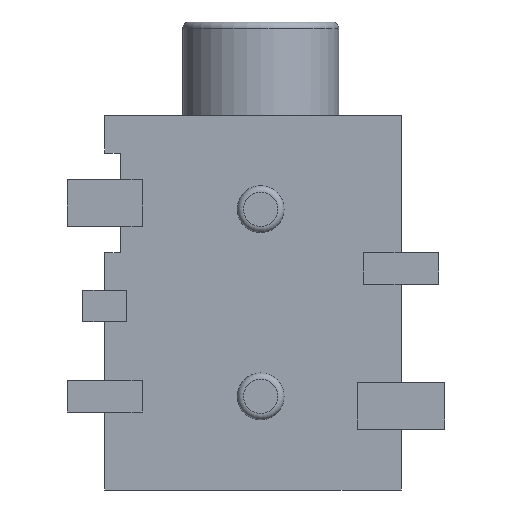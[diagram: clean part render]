
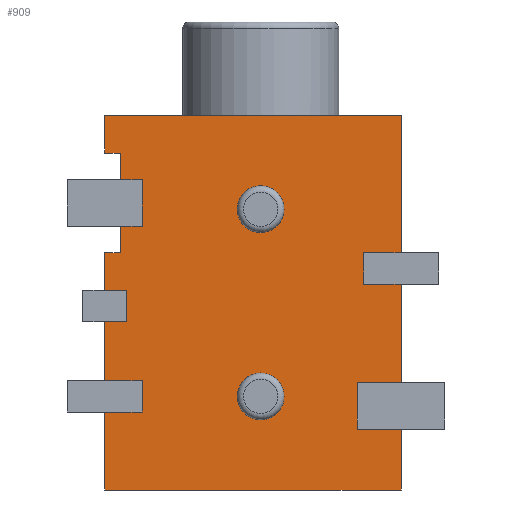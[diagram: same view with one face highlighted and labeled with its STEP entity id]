
A CAD part, front view. The second image highlights one B-rep face of the part: STEP entity #909.
In plain terms, the highlighted planar face has unit normal (0, -1, 0).
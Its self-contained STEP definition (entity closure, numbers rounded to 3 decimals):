
#29=LINE('',#1384,#133);
#30=LINE('',#1386,#134);
#31=LINE('',#1388,#135);
#32=LINE('',#1390,#136);
#33=LINE('',#1392,#137);
#34=LINE('',#1394,#138);
#35=LINE('',#1395,#139);
#36=LINE('',#1397,#140);
#37=LINE('',#1398,#141);
#133=VECTOR('',#1131,10.);
#134=VECTOR('',#1132,10.);
#135=VECTOR('',#1133,10.);
#136=VECTOR('',#1134,10.);
#137=VECTOR('',#1135,10.);
#138=VECTOR('',#1136,10.);
#139=VECTOR('',#1137,10.);
#140=VECTOR('',#1138,10.);
#141=VECTOR('',#1139,10.);
#238=FACE_BOUND('',#363,.T.);
#239=FACE_BOUND('',#364,.T.);
#243=PLANE('',#1009);
#302=FACE_OUTER_BOUND('',#362,.T.);
#362=EDGE_LOOP('',(#687,#688,#689,#690,#691,#692,#693,#694,#695));
#363=EDGE_LOOP('',(#696));
#364=EDGE_LOOP('',(#697));
#428=CIRCLE('',#999,0.75);
#433=CIRCLE('',#1007,0.75);
#441=VERTEX_POINT('',#1348);
#447=VERTEX_POINT('',#1364);
#451=VERTEX_POINT('',#1377);
#452=VERTEX_POINT('',#1382);
#453=VERTEX_POINT('',#1383);
#454=VERTEX_POINT('',#1385);
#455=VERTEX_POINT('',#1387);
#456=VERTEX_POINT('',#1389);
#457=VERTEX_POINT('',#1391);
#458=VERTEX_POINT('',#1393);
#459=VERTEX_POINT('',#1396);
#535=EDGE_CURVE('',#447,#447,#428,.T.);
#541=EDGE_CURVE('',#451,#451,#433,.T.);
#542=EDGE_CURVE('',#452,#453,#29,.T.);
#543=EDGE_CURVE('',#453,#454,#30,.T.);
#544=EDGE_CURVE('',#454,#455,#31,.T.);
#545=EDGE_CURVE('',#455,#456,#32,.T.);
#546=EDGE_CURVE('',#456,#457,#33,.T.);
#547=EDGE_CURVE('',#457,#458,#34,.T.);
#548=EDGE_CURVE('',#458,#441,#35,.T.);
#549=EDGE_CURVE('',#441,#459,#36,.T.);
#550=EDGE_CURVE('',#459,#452,#37,.T.);
#687=ORIENTED_EDGE('',*,*,#542,.T.);
#688=ORIENTED_EDGE('',*,*,#543,.T.);
#689=ORIENTED_EDGE('',*,*,#544,.T.);
#690=ORIENTED_EDGE('',*,*,#545,.T.);
#691=ORIENTED_EDGE('',*,*,#546,.T.);
#692=ORIENTED_EDGE('',*,*,#547,.T.);
#693=ORIENTED_EDGE('',*,*,#548,.T.);
#694=ORIENTED_EDGE('',*,*,#549,.T.);
#695=ORIENTED_EDGE('',*,*,#550,.T.);
#696=ORIENTED_EDGE('',*,*,#541,.T.);
#697=ORIENTED_EDGE('',*,*,#535,.T.);
#909=ADVANCED_FACE('',(#302,#238,#239),#243,.F.);
#999=AXIS2_PLACEMENT_3D('',#1366,#1108,#1109);
#1007=AXIS2_PLACEMENT_3D('',#1379,#1125,#1126);
#1009=AXIS2_PLACEMENT_3D('',#1381,#1129,#1130);
#1108=DIRECTION('center_axis',(0.,1.,0.));
#1109=DIRECTION('ref_axis',(1.,0.,0.));
#1125=DIRECTION('center_axis',(0.,1.,0.));
#1126=DIRECTION('ref_axis',(1.,0.,0.));
#1129=DIRECTION('center_axis',(0.,1.,0.));
#1130=DIRECTION('ref_axis',(1.,0.,0.));
#1131=DIRECTION('',(1.,0.,0.));
#1132=DIRECTION('',(0.,0.,-1.));
#1133=DIRECTION('',(-1.,0.,0.));
#1134=DIRECTION('',(0.,0.,-1.));
#1135=DIRECTION('',(1.,0.,0.));
#1136=DIRECTION('',(0.,0.,1.));
#1137=DIRECTION('',(-1.,0.,0.));
#1138=DIRECTION('',(-1.,0.,0.));
#1139=DIRECTION('',(0.,0.,-1.));
#1348=CARTESIAN_POINT('',(0.,0.,6.));
#1364=CARTESIAN_POINT('',(-0.75,0.,-3.));
#1366=CARTESIAN_POINT('Origin',(0.,0.,-3.));
#1377=CARTESIAN_POINT('',(-0.75,0.,3.));
#1379=CARTESIAN_POINT('Origin',(0.,0.,3.));
#1381=CARTESIAN_POINT('Origin',(-0.25,0.,0.));
#1382=CARTESIAN_POINT('',(-5.,0.,4.8));
#1383=CARTESIAN_POINT('',(-4.5,0.,4.8));
#1384=CARTESIAN_POINT('',(-2.375,0.,4.8));
#1385=CARTESIAN_POINT('',(-4.5,0.,1.6));
#1386=CARTESIAN_POINT('',(-4.5,0.,0.8));
#1387=CARTESIAN_POINT('',(-5.,0.,1.6));
#1388=CARTESIAN_POINT('',(-2.625,0.,1.6));
#1389=CARTESIAN_POINT('',(-5.,0.,-6.));
#1390=CARTESIAN_POINT('',(-5.,0.,6.));
#1391=CARTESIAN_POINT('',(4.5,0.,-6.));
#1392=CARTESIAN_POINT('',(-5.,0.,-6.));
#1393=CARTESIAN_POINT('',(4.5,0.,6.));
#1394=CARTESIAN_POINT('',(4.5,0.,-6.));
#1395=CARTESIAN_POINT('',(4.5,0.,6.));
#1396=CARTESIAN_POINT('',(-5.,0.,6.));
#1397=CARTESIAN_POINT('',(4.5,0.,6.));
#1398=CARTESIAN_POINT('',(-5.,0.,6.));
